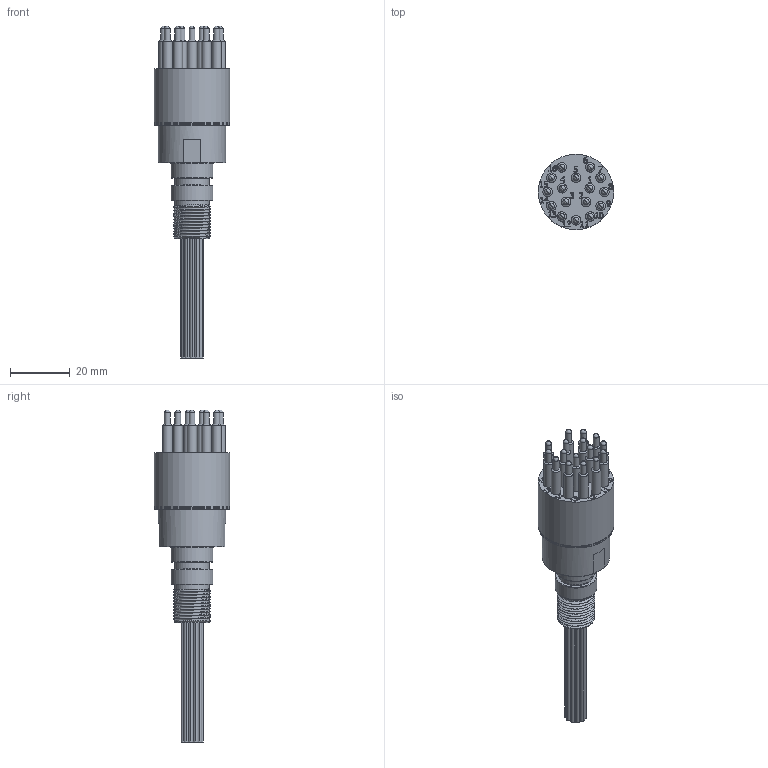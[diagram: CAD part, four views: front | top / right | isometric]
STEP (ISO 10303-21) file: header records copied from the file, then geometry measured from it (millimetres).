
FILE_DESCRIPTION(/* description */ (''),/* implementation_level */ '2;1');
FILE_NAME(/* name */ 'MCBH16M 2 O-ring 22mm Hex.stp',/* time_stamp */ '2014-11-26T15:29:59+01:00',/* author */ ('sh'),/* organization */ (''),/* preprocessor_version */ 'ST-DEVELOPER v15.2',/* originating_system */ 'Autodesk Inventor 2014',/* authorisation */ '');
FILE_SCHEMA (('AUTOMOTIVE_DESIGN { 1 0 10303 214 3 1 1 }'));
Length unit declared in the file: millimetre
Products named in the file (1): MCBH16M 2 O-ring 22mm Hex
Bounding box: 25.35 x 25.35 x 111.34 mm (x, y, z)
Volume: 22298.6 mm3; surface area: 18896.4 mm2
Topology: 46 solids, 46 shells, 757 faces, 1771 edges, 1165 vertices
Faces by surface type: plane 370, bspline 217, cylinder 107, cone 41, torus 22
Full cylindrical faces by diameter (mm): 1.321 x16, 1.499 x6, 1.986 x16, 2.007 x16, 3.175 x16, 7.671 x1, 11.024 x1, 11.1 x1, 11.379 x1, 11.506 x1, 12.852 x2, 13.975 x2, 15.596 x1, 19.05 x2, 20.422 x1, 22.606 x1, 25.349 x2
Entity records: 25851 total; most frequent: CARTESIAN_POINT 9807, ORIENTED_EDGE 3120, DIRECTION 2590, EDGE_CURVE 1560, VERTEX_POINT 1101, EDGE_LOOP 963, AXIS2_PLACEMENT_3D 867, LINE 856
